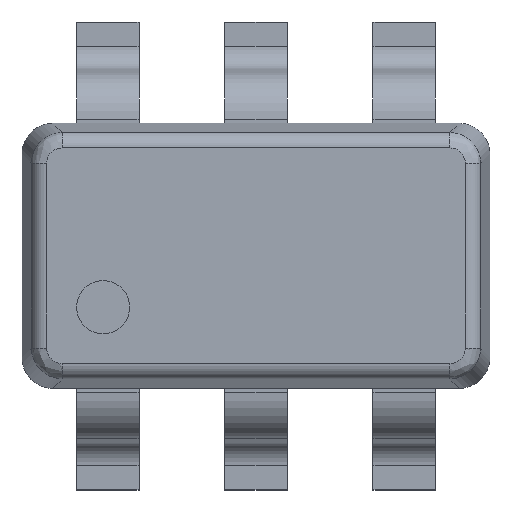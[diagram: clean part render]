
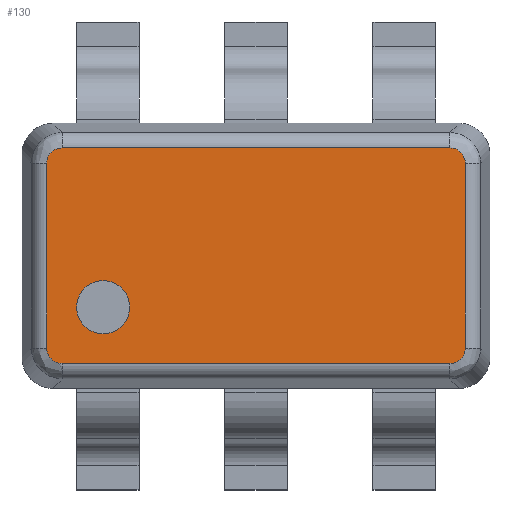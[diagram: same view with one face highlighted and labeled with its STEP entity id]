
A CAD part, top view. The second image highlights one B-rep face of the part: STEP entity #130.
In plain terms, the highlighted planar face has unit normal (0, 0, 1).
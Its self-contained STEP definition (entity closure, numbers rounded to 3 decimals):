
#130=ADVANCED_FACE('',(#1307,#1309),#1311,.T.);
#1307=FACE_BOUND('',#1308,.T.);
#1308=EDGE_LOOP('',(#2316,#2317,#2318,#2319,#2320,#2321,#2322,#2323));
#1309=FACE_BOUND('',#1310,.T.);
#1310=EDGE_LOOP('',(#2324));
#1311=PLANE('',#1312);
#1312=AXIS2_PLACEMENT_3D('',#1313,#1314,#1315);
#1313=CARTESIAN_POINT('',(0.,0.,1.1));
#1314=DIRECTION('',(0.,0.,1.));
#1315=DIRECTION('',(1.,0.,0.));
#2316=ORIENTED_EDGE('',*,*,#2982,.T.);
#2317=ORIENTED_EDGE('',*,*,#2983,.F.);
#2318=ORIENTED_EDGE('',*,*,#2984,.T.);
#2319=ORIENTED_EDGE('',*,*,#2985,.F.);
#2320=ORIENTED_EDGE('',*,*,#2986,.T.);
#2321=ORIENTED_EDGE('',*,*,#2987,.F.);
#2322=ORIENTED_EDGE('',*,*,#2988,.T.);
#2323=ORIENTED_EDGE('',*,*,#2989,.F.);
#2324=ORIENTED_EDGE('',*,*,#2981,.F.);
#2981=EDGE_CURVE('',#3326,#3326,#3327,.T.);
#2982=EDGE_CURVE('',#3328,#3329,#3330,.T.);
#2983=EDGE_CURVE('',#3331,#3329,#3332,.F.);
#2984=EDGE_CURVE('',#3331,#3333,#3334,.T.);
#2985=EDGE_CURVE('',#3335,#3333,#3336,.F.);
#2986=EDGE_CURVE('',#3335,#3337,#3338,.T.);
#2987=EDGE_CURVE('',#3339,#3337,#3340,.F.);
#2988=EDGE_CURVE('',#3339,#3341,#3342,.T.);
#2989=EDGE_CURVE('',#3328,#3341,#3343,.F.);
#3326=VERTEX_POINT('',#3928);
#3327=CIRCLE('',#3929,0.17);
#3328=VERTEX_POINT('',#3933);
#3329=VERTEX_POINT('',#3934);
#3330=LINE('',#3935,#3936);
#3331=VERTEX_POINT('',#3938);
#3332=(BOUNDED_CURVE()B_SPLINE_CURVE(3,
(#3939,#3940,#3941,#3942),
.UNSPECIFIED.,.F.,.F.)B_SPLINE_CURVE_WITH_KNOTS((4,4),
(0.,1.),
.UNSPECIFIED.)CURVE()GEOMETRIC_REPRESENTATION_ITEM()RATIONAL_B_SPLINE_CURVE((1.,
0.812,0.812,1.))REPRESENTATION_ITEM(''));
#3333=VERTEX_POINT('',#3943);
#3334=LINE('',#3944,#3945);
#3335=VERTEX_POINT('',#3947);
#3336=(BOUNDED_CURVE()B_SPLINE_CURVE(3,
(#3948,#3949,#3950,#3951),
.UNSPECIFIED.,.F.,.F.)B_SPLINE_CURVE_WITH_KNOTS((4,4),
(0.,1.),
.UNSPECIFIED.)CURVE()GEOMETRIC_REPRESENTATION_ITEM()RATIONAL_B_SPLINE_CURVE((1.,
0.812,0.812,1.))REPRESENTATION_ITEM(''));
#3337=VERTEX_POINT('',#3952);
#3338=LINE('',#3953,#3954);
#3339=VERTEX_POINT('',#3956);
#3340=(BOUNDED_CURVE()B_SPLINE_CURVE(3,
(#3957,#3958,#3959,#3960),
.UNSPECIFIED.,.F.,.F.)B_SPLINE_CURVE_WITH_KNOTS((4,4),
(0.,1.),
.UNSPECIFIED.)CURVE()GEOMETRIC_REPRESENTATION_ITEM()RATIONAL_B_SPLINE_CURVE((1.,
0.812,0.812,1.))REPRESENTATION_ITEM(''));
#3341=VERTEX_POINT('',#3961);
#3342=LINE('',#3962,#3963);
#3343=(BOUNDED_CURVE()B_SPLINE_CURVE(3,
(#3965,#3966,#3967,#3968),
.UNSPECIFIED.,.F.,.F.)B_SPLINE_CURVE_WITH_KNOTS((4,4),
(0.,1.),
.UNSPECIFIED.)CURVE()GEOMETRIC_REPRESENTATION_ITEM()RATIONAL_B_SPLINE_CURVE((1.,
0.812,0.812,1.))REPRESENTATION_ITEM(''));
#3928=CARTESIAN_POINT('',(-0.81,-0.33,1.1));
#3929=AXIS2_PLACEMENT_3D('',#3930,#3931,#3932);
#3930=CARTESIAN_POINT('',(-0.98,-0.33,1.1));
#3931=DIRECTION('',(0.,0.,1.));
#3932=DIRECTION('',(1.,0.,0.));
#3933=CARTESIAN_POINT('',(-1.243,-0.691,1.1));
#3934=CARTESIAN_POINT('',(1.243,-0.691,1.1));
#3935=CARTESIAN_POINT('',(-1.243,-0.691,1.1));
#3936=VECTOR('',#3937,1.);
#3937=DIRECTION('',(1.,0.,0.));
#3938=CARTESIAN_POINT('',(1.341,-0.593,1.1));
#3939=CARTESIAN_POINT('',(1.243,-0.691,1.1));
#3940=CARTESIAN_POINT('',(1.301,-0.691,1.1));
#3941=CARTESIAN_POINT('',(1.341,-0.651,1.1));
#3942=CARTESIAN_POINT('',(1.341,-0.593,1.1));
#3943=CARTESIAN_POINT('',(1.341,0.593,1.1));
#3944=CARTESIAN_POINT('',(1.341,-0.593,1.1));
#3945=VECTOR('',#3946,1.);
#3946=DIRECTION('',(0.,1.,0.));
#3947=CARTESIAN_POINT('',(1.243,0.691,1.1));
#3948=CARTESIAN_POINT('',(1.341,0.593,1.1));
#3949=CARTESIAN_POINT('',(1.341,0.651,1.1));
#3950=CARTESIAN_POINT('',(1.301,0.691,1.1));
#3951=CARTESIAN_POINT('',(1.243,0.691,1.1));
#3952=CARTESIAN_POINT('',(-1.243,0.691,1.1));
#3953=CARTESIAN_POINT('',(1.243,0.691,1.1));
#3954=VECTOR('',#3955,1.);
#3955=DIRECTION('',(-1.,0.,0.));
#3956=CARTESIAN_POINT('',(-1.341,0.593,1.1));
#3957=CARTESIAN_POINT('',(-1.243,0.691,1.1));
#3958=CARTESIAN_POINT('',(-1.301,0.691,1.1));
#3959=CARTESIAN_POINT('',(-1.341,0.651,1.1));
#3960=CARTESIAN_POINT('',(-1.341,0.593,1.1));
#3961=CARTESIAN_POINT('',(-1.341,-0.593,1.1));
#3962=CARTESIAN_POINT('',(-1.341,0.593,1.1));
#3963=VECTOR('',#3964,1.);
#3964=DIRECTION('',(0.,-1.,0.));
#3965=CARTESIAN_POINT('',(-1.341,-0.593,1.1));
#3966=CARTESIAN_POINT('',(-1.341,-0.651,1.1));
#3967=CARTESIAN_POINT('',(-1.301,-0.691,1.1));
#3968=CARTESIAN_POINT('',(-1.243,-0.691,1.1));
